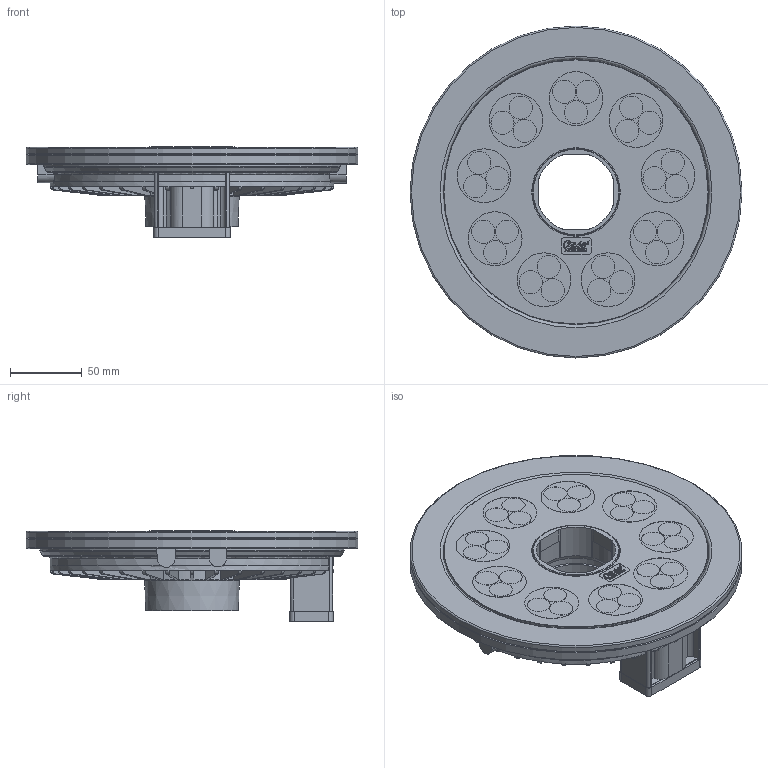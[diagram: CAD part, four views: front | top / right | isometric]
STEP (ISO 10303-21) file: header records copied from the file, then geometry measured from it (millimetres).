
FILE_DESCRIPTION(/* description */ ('','CAx-IF Rec.Pracs.---Representation and Presentation of Product Manufacturing Information (PMI)---4.0---2014-10-13'),/* implementation_level */ '2;1');
FILE_NAME(/* name */ '73004 Profiring LED XL RGB Spot DMX_02.stp',/* time_stamp */ '2019-10-18T09:45:02+02:00',/* author */ ('guzb562'),/* organization */ (''),/* preprocessor_version */ 'ST-DEVELOPER v17.2',/* originating_system */ 'Autodesk Inventor 2019',/* authorisation */ '');
FILE_SCHEMA (('AP242_MANAGED_MODEL_BASED_3D_ENGINEERING_MIM_LF { 1 0 10303 442 1 1 4 }'));
Length unit declared in the file: millimetre
Products named in the file (1): 73005 ProfiPlane LED XL RGB Spot DMX_02
Bounding box: 231 x 231 x 63.1 mm (x, y, z)
Volume: 1011783.7 mm3; surface area: 152754.9 mm2
Topology: 1 solids, 1 shells, 855 faces, 2970 edges, 2866 vertices
Faces by surface type: plane 471, cylinder 187, bspline 87, cone 59, torus 51
Full cylindrical faces by diameter (mm): 5.8 x2, 16.1 x27, 24.246 x1, 27.4 x1, 37.5 x9, 57.151 x1, 60.1 x1, 60.397 x1, 61.546 x1, 184.206 x1, 185.191 x1, 231 x2
Entity records: 36270 total; most frequent: CARTESIAN_POINT 12437, DIRECTION 4523, ORIENTED_EDGE 4464, EDGE_CURVE 2232, AXIS2_PLACEMENT_3D 1671, VERTEX_POINT 1460, LINE 1181, VECTOR 1181
